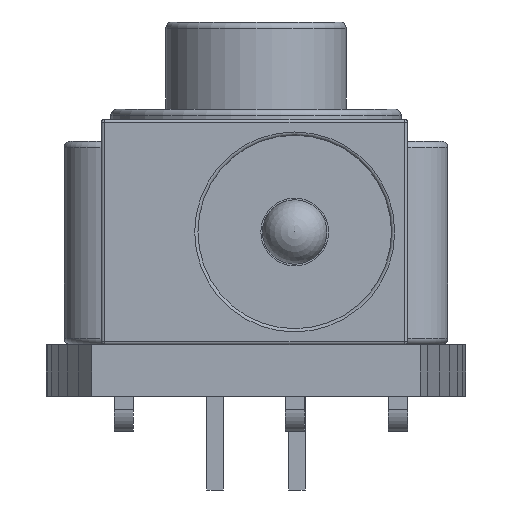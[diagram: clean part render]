
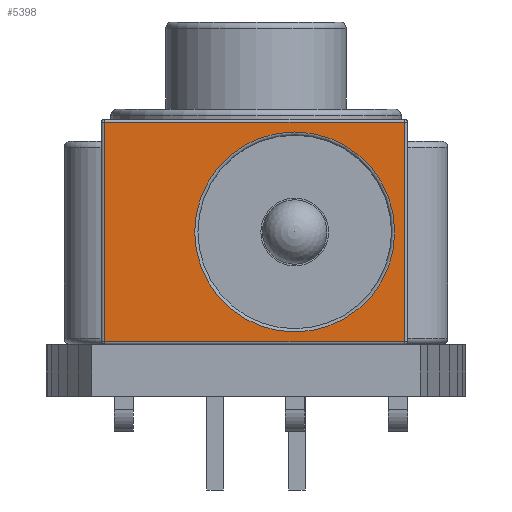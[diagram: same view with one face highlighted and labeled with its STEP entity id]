
A CAD part, front view. The second image highlights one B-rep face of the part: STEP entity #5398.
In plain terms, the highlighted planar face has unit normal (0, -1, 0).
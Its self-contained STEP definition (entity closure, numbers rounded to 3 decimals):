
#5288 = VERTEX_POINT('',#5289);
#5289 = CARTESIAN_POINT('',(0.1,0.,6.9));
#5321 = EDGE_CURVE('',#5288,#5322,#5324,.T.);
#5322 = VERTEX_POINT('',#5323);
#5323 = CARTESIAN_POINT('',(9.4,0.,6.9));
#5324 = LINE('',#5325,#5326);
#5325 = CARTESIAN_POINT('',(2.375,0.,6.9));
#5326 = VECTOR('',#5327,1.);
#5327 = DIRECTION('',(1.,0.,0.));
#5362 = VERTEX_POINT('',#5363);
#5363 = CARTESIAN_POINT('',(6.,0.,6.6));
#5370 = EDGE_CURVE('',#5362,#5371,#5373,.T.);
#5371 = VERTEX_POINT('',#5372);
#5372 = CARTESIAN_POINT('',(2.9,0.,3.5));
#5373 = CIRCLE('',#5374,3.1);
#5374 = AXIS2_PLACEMENT_3D('',#5375,#5376,#5377);
#5375 = CARTESIAN_POINT('',(6.,0.,3.5));
#5376 = DIRECTION('',(0.,-1.,0.));
#5377 = DIRECTION('',(1.,0.,0.));
#5379 = EDGE_CURVE('',#5371,#5362,#5380,.T.);
#5380 = CIRCLE('',#5381,3.1);
#5381 = AXIS2_PLACEMENT_3D('',#5382,#5383,#5384);
#5382 = CARTESIAN_POINT('',(6.,0.,3.5));
#5383 = DIRECTION('',(0.,-1.,0.));
#5384 = DIRECTION('',(1.,0.,0.));
#5398 = ADVANCED_FACE('',(#5399,#5424),#5428,.F.);
#5399 = FACE_BOUND('',#5400,.T.);
#5400 = EDGE_LOOP('',(#5401,#5402,#5410,#5418));
#5401 = ORIENTED_EDGE('',*,*,#5321,.F.);
#5402 = ORIENTED_EDGE('',*,*,#5403,.F.);
#5403 = EDGE_CURVE('',#5404,#5288,#5406,.T.);
#5404 = VERTEX_POINT('',#5405);
#5405 = CARTESIAN_POINT('',(0.1,0.,0.1));
#5406 = LINE('',#5407,#5408);
#5407 = CARTESIAN_POINT('',(0.1,0.,1.75));
#5408 = VECTOR('',#5409,1.);
#5409 = DIRECTION('',(0.,0.,1.));
#5410 = ORIENTED_EDGE('',*,*,#5411,.F.);
#5411 = EDGE_CURVE('',#5412,#5404,#5414,.T.);
#5412 = VERTEX_POINT('',#5413);
#5413 = CARTESIAN_POINT('',(9.4,0.,0.1));
#5414 = LINE('',#5415,#5416);
#5415 = CARTESIAN_POINT('',(7.125,0.,0.1));
#5416 = VECTOR('',#5417,1.);
#5417 = DIRECTION('',(-1.,0.,0.));
#5418 = ORIENTED_EDGE('',*,*,#5419,.F.);
#5419 = EDGE_CURVE('',#5322,#5412,#5420,.T.);
#5420 = LINE('',#5421,#5422);
#5421 = CARTESIAN_POINT('',(9.4,0.,5.25));
#5422 = VECTOR('',#5423,1.);
#5423 = DIRECTION('',(0.,0.,-1.));
#5424 = FACE_BOUND('',#5425,.T.);
#5425 = EDGE_LOOP('',(#5426,#5427));
#5426 = ORIENTED_EDGE('',*,*,#5379,.F.);
#5427 = ORIENTED_EDGE('',*,*,#5370,.F.);
#5428 = PLANE('',#5429);
#5429 = AXIS2_PLACEMENT_3D('',#5430,#5431,#5432);
#5430 = CARTESIAN_POINT('',(4.75,0.,3.5));
#5431 = DIRECTION('',(0.,1.,0.));
#5432 = DIRECTION('',(1.,0.,0.));
